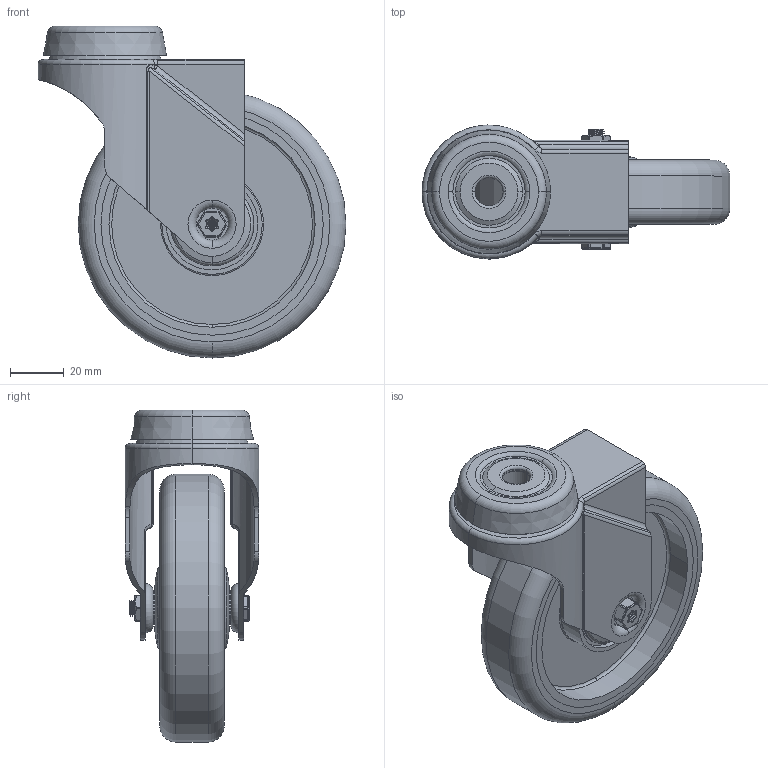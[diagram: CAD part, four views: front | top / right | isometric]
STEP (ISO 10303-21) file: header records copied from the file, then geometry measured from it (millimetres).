
FILE_DESCRIPTION(('STEP AP203'),'1');
FILE_NAME('BZRA100GRBJBH10.STEP','2023-06-08T11:47:37',(' '),(' '),'Spatial InterOp 3D',' ',' ');
FILE_SCHEMA(('CONFIG_CONTROL_DESIGN'));
Length unit declared in the file: metre
Products named in the file (19): BZRA100ASBH10; ZINC PLATED PRESSED STEEL HEAD; ZINC PLATED PRESSED STEEL FORKS; BZRA100GRBJBH10; BZL100WGRBJM6; THERMOPLASTIC RUBBER TYRE; POLYPROPYLENE RIM; Pattern; Component2; BEARING6000; OUTTER; INNER; MIDDLE; RUBBER; CAP; BOLTBZRA6MM; ZINC PLATED AXLE BOLT; NM6GR8HALFGR8; ZINC PLATED LOCKING NUT
Assembly tree (26 placements, depth 5):
  BZRA100GRBJBH10
    BZRA100ASBH10
      ZINC PLATED PRESSED STEEL HEAD
      ZINC PLATED PRESSED STEEL FORKS
    BZL100WGRBJM6
      THERMOPLASTIC RUBBER TYRE
      POLYPROPYLENE RIM
      BEARING6000
        Pattern
          Component2  x8
        OUTTER
        INNER
        MIDDLE
        RUBBER
      CAP  x2
    BOLTBZRA6MM
      ZINC PLATED AXLE BOLT
    NM6GR8HALFGR8
      ZINC PLATED LOCKING NUT
Bounding box: 115 x 50 x 124 mm (x, y, z)
Volume: 136189.8 mm3; surface area: 84762.5 mm2
Topology: 21 solids, 21 shells, 665 faces, 1637 edges, 1016 vertices
Faces by surface type: cylinder 303, plane 124, torus 112, sphere 54, cone 36, bspline 36
Entity records: 37786 total; most frequent: CARTESIAN_POINT 21684, DIRECTION 3450, ORIENTED_EDGE 3062, EDGE_CURVE 1531, AXIS2_PLACEMENT_3D 1530, VERTEX_POINT 970, CIRCLE 891, EDGE_LOOP 703
